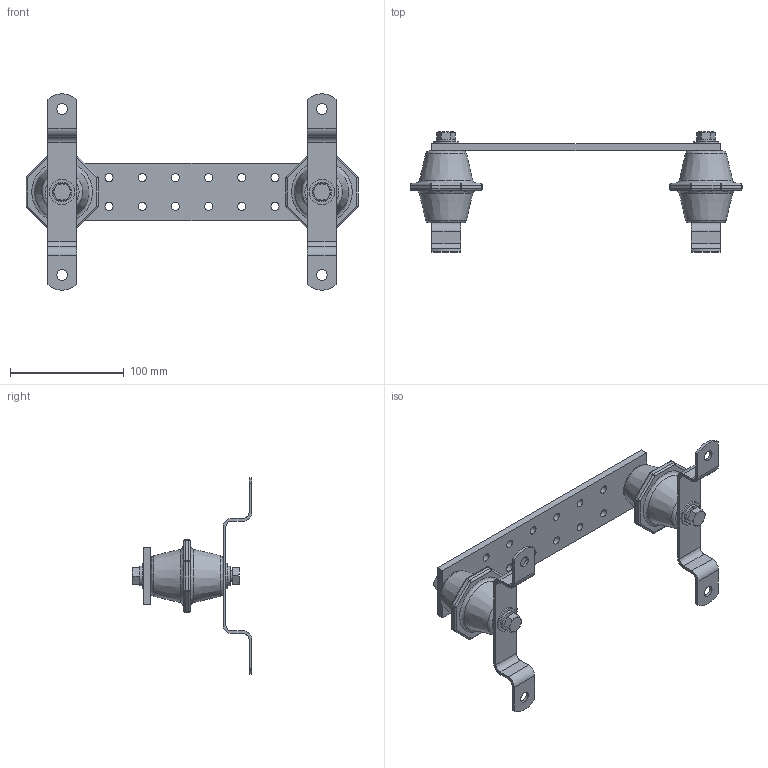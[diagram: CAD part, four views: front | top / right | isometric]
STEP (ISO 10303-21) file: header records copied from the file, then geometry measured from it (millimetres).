
FILE_DESCRIPTION (( 'STEP AP214' ), '1' );
FILE_NAME ('BUSBAR2X10.STEP', '2020-11-05T18:49:53', ( '' ), ( '' ), 'SwSTEP 2.0', 'SolidWorks 2019', '' );
FILE_SCHEMA (( 'AUTOMOTIVE_DESIGN' ));
Length unit declared in the file: inch
Products named in the file (1): BUSBAR2X10
Bounding box: 292.1 x 105.44 x 172.6 mm (x, y, z)
Volume: 308548 mm3; surface area: 90113.3 mm2
Topology: 5 solids, 7 shells, 330 faces, 817 edges, 493 vertices
Faces by surface type: plane 134, cylinder 120, bspline 40, cone 36
Full cylindrical faces by diameter (mm): 7.144 x12, 7.798 x4, 9.525 x10, 10.312 x4, 12.7 x8, 14.287 x2, 22.225 x4
Entity records: 11914 total; most frequent: CARTESIAN_POINT 5017, DIRECTION 1438, ORIENTED_EDGE 1280, EDGE_CURVE 640, AXIS2_PLACEMENT_3D 571, EDGE_LOOP 450, VERTEX_POINT 412, FACE_OUTER_BOUND 382
